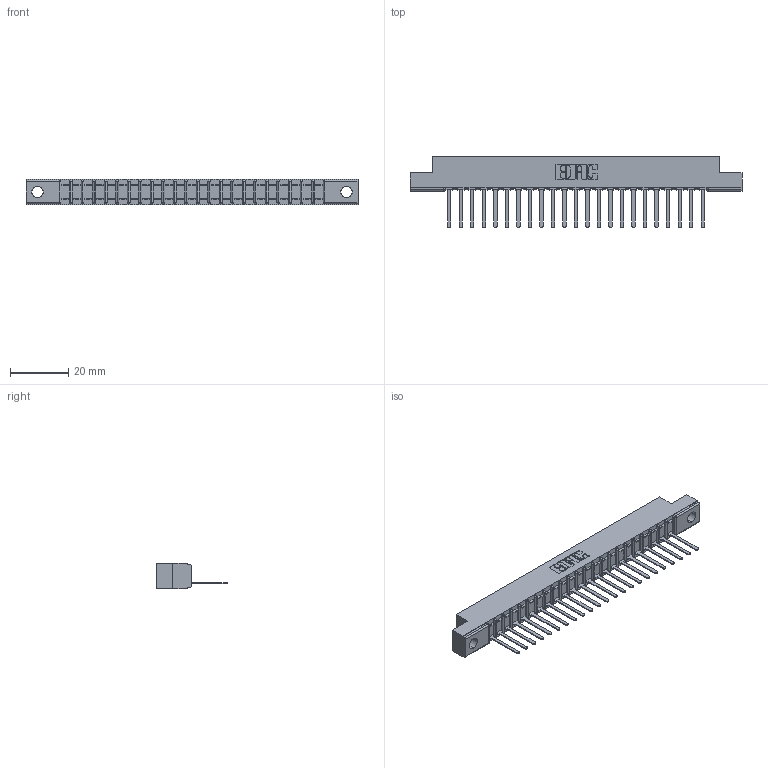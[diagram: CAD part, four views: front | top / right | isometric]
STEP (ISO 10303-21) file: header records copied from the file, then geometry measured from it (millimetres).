
FILE_DESCRIPTION (( 'STEP AP203' ), '1' );
FILE_NAME ('357-023-541-104.STEP', '2019-09-16T23:40:20', ( '' ), ( '' ), 'SwSTEP 2.0', 'SolidWorks 2016', '' );
FILE_SCHEMA (( 'CONFIG_CONTROL_DESIGN' ));
Length unit declared in the file: inch
Products named in the file (3): 307 Part_.156 Dia Mounting Holes; 307-290-002_541; 357-023-541-104
Assembly tree (24 placements, depth 2):
  357-023-541-104
    307 Part_.156 Dia Mounting Holes
    307-290-002_541  x23
Bounding box: 114.15 x 24.59 x 8.71 mm (x, y, z)
Volume: 7495.3 mm3; surface area: 13971 mm2
Topology: 24 solids, 24 shells, 1858 faces, 5695 edges, 3730 vertices
Faces by surface type: plane 1119, cylinder 691, sphere 48
Entity records: 23196 total; most frequent: CARTESIAN_POINT 3914, ORIENTED_EDGE 3902, DIRECTION 3803, EDGE_CURVE 1951, LINE 1493, VECTOR 1493, VERTEX_POINT 1266, AXIS2_PLACEMENT_3D 1155
